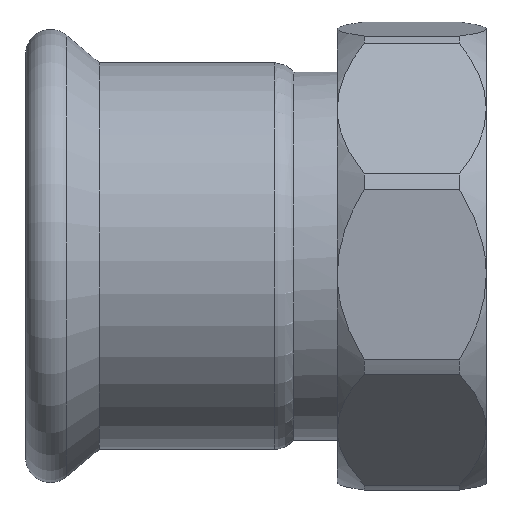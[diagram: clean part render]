
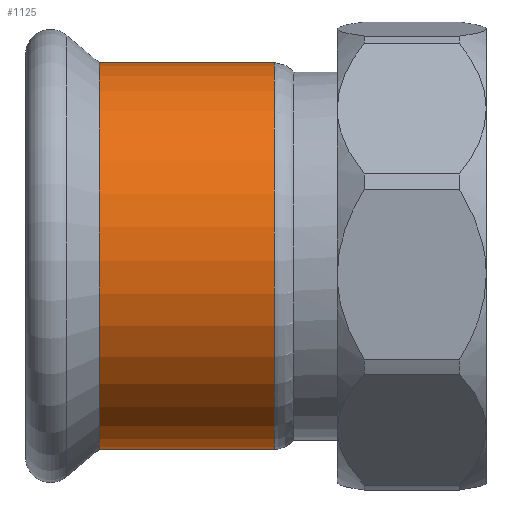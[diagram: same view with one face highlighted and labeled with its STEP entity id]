
A CAD part, front view. The second image highlights one B-rep face of the part: STEP entity #1125.
In plain terms, the highlighted cylindrical face has radius 46.75 mm (diameter 93.5 mm), a full revolution.
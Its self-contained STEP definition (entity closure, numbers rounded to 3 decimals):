
#165=FACE_OUTER_BOUND('',#245,.T.);
#245=EDGE_LOOP('',(#908,#909,#910,#911));
#292=LINE('',#2087,#329);
#329=VECTOR('',#1594,46.75);
#399=CIRCLE('',#1286,46.75);
#400=CIRCLE('',#1287,46.75);
#496=VERTEX_POINT('',#2084);
#497=VERTEX_POINT('',#2086);
#635=EDGE_CURVE('',#496,#496,#399,.T.);
#636=EDGE_CURVE('',#496,#497,#292,.T.);
#637=EDGE_CURVE('',#497,#497,#400,.T.);
#908=ORIENTED_EDGE('',*,*,#635,.F.);
#909=ORIENTED_EDGE('',*,*,#636,.T.);
#910=ORIENTED_EDGE('',*,*,#637,.T.);
#911=ORIENTED_EDGE('',*,*,#636,.F.);
#989=CYLINDRICAL_SURFACE('',#1285,46.75);
#1125=ADVANCED_FACE('',(#165),#989,.T.);
#1285=AXIS2_PLACEMENT_3D('',#2083,#1590,#1591);
#1286=AXIS2_PLACEMENT_3D('',#2085,#1592,#1593);
#1287=AXIS2_PLACEMENT_3D('',#2088,#1595,#1596);
#1590=DIRECTION('center_axis',(-1.,0.,0.));
#1591=DIRECTION('ref_axis',(0.,0.878,-0.479));
#1592=DIRECTION('center_axis',(-1.,0.,0.));
#1593=DIRECTION('ref_axis',(0.,1.,0.));
#1594=DIRECTION('',(1.,0.,0.));
#1595=DIRECTION('center_axis',(-1.,0.,0.));
#1596=DIRECTION('ref_axis',(0.,1.,0.));
#2083=CARTESIAN_POINT('Origin',(65.,0.,0.));
#2084=CARTESIAN_POINT('',(17.718,-41.027,22.413));
#2085=CARTESIAN_POINT('Origin',(17.718,0.,0.));
#2086=CARTESIAN_POINT('',(60.,-41.027,22.413));
#2087=CARTESIAN_POINT('',(65.,-41.027,22.413));
#2088=CARTESIAN_POINT('Origin',(60.,0.,0.));
